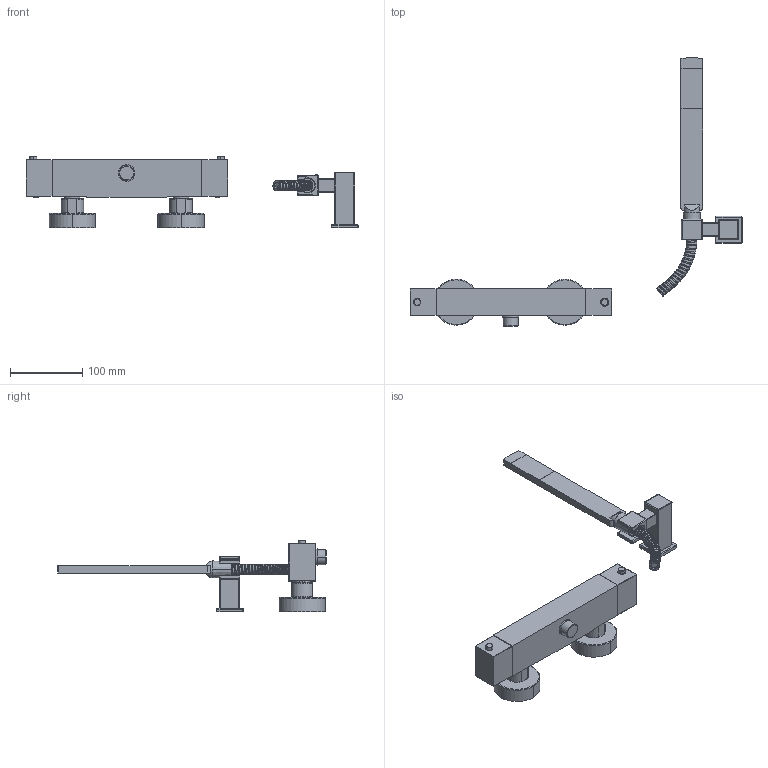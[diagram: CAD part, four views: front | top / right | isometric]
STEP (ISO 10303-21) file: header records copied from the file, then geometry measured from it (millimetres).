
FILE_DESCRIPTION((''),'2;1');
FILE_NAME('LEQ268DCR','2021-01-14T13:47:48',('ut3'),('PAFFONI SpA'),'CREO PARAMETRIC BY PTC INC, 2020044','CREO PARAMETRIC BY PTC INC, 2020044','');
FILE_SCHEMA(('CONFIG_CONTROL_DESIGN','SHAPE_APPEARANCE_LAYERS_GROUPS'));
Products named in the file (1): LEQ268DCR
Bounding box: 458.15 x 370.39 x 99.25 mm (x, y, z)
Volume: 807919.1 mm3; surface area: 140227.2 mm2
Topology: 5 solids, 5 shells, 525 faces, 1245 edges, 759 vertices
Faces by surface type: plane 246, cylinder 142, bspline 55, cone 33, torus 25, sphere 24
Entity records: 42874 total; most frequent: CARTESIAN_POINT 27446, ORIENTED_EDGE 2468, DIRECTION 2377, EDGE_CURVE 1234, AXIS2_PLACEMENT_3D 885, VERTEX_POINT 757, VECTOR 607, LINE 607
